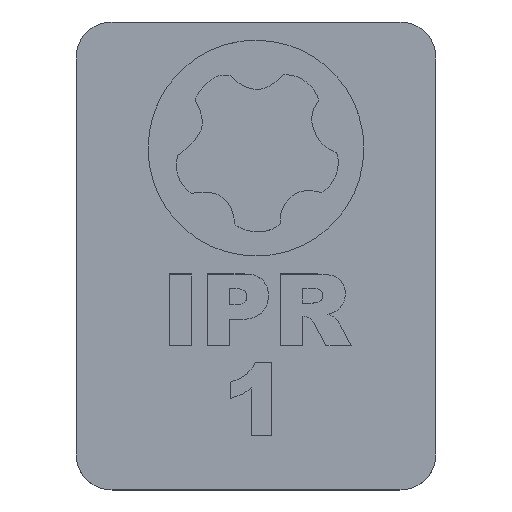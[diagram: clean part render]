
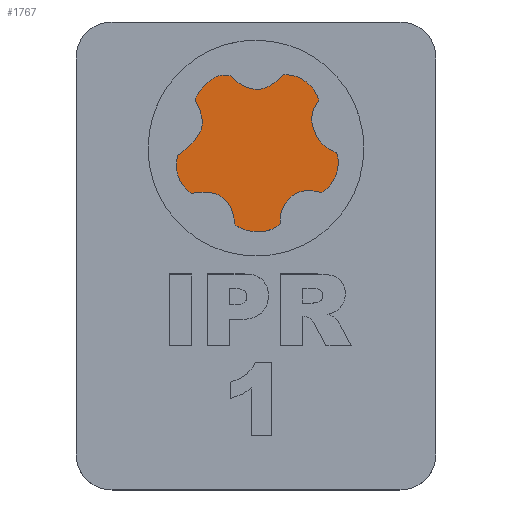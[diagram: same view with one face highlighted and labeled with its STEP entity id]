
A CAD part, top view. The second image highlights one B-rep face of the part: STEP entity #1767.
In plain terms, the highlighted planar face has unit normal (0, 0, 1).
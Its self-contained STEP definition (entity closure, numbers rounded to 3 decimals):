
#57=PLANE('',#1847);
#147=FACE_OUTER_BOUND('',#252,.T.);
#252=EDGE_LOOP('',(#1451,#1452,#1453,#1454,#1455,#1456,#1457,#1458,#1459,
#1460,#1461,#1462,#1463,#1464,#1465,#1466,#1467,#1468,#1469,#1470));
#597=B_SPLINE_CURVE_WITH_KNOTS('',2,(#2146,#2147,#2148),.UNSPECIFIED.,.F.,
 .F.,(3,3),(-1.,0.),.UNSPECIFIED.);
#599=B_SPLINE_CURVE_WITH_KNOTS('',2,(#2163,#2164,#2165),.UNSPECIFIED.,.F.,
 .F.,(3,3),(-1.,0.),.UNSPECIFIED.);
#601=B_SPLINE_CURVE_WITH_KNOTS('',2,(#2178,#2179,#2180),.UNSPECIFIED.,.F.,
 .F.,(3,3),(-1.,0.),.UNSPECIFIED.);
#603=B_SPLINE_CURVE_WITH_KNOTS('',2,(#2193,#2194,#2195),.UNSPECIFIED.,.F.,
 .F.,(3,3),(-1.,0.),.UNSPECIFIED.);
#605=B_SPLINE_CURVE_WITH_KNOTS('',2,(#2208,#2209,#2210),.UNSPECIFIED.,.F.,
 .F.,(3,3),(-1.,0.),.UNSPECIFIED.);
#607=B_SPLINE_CURVE_WITH_KNOTS('',2,(#2223,#2224,#2225),.UNSPECIFIED.,.F.,
 .F.,(3,3),(-1.,0.),.UNSPECIFIED.);
#609=B_SPLINE_CURVE_WITH_KNOTS('',2,(#2238,#2239,#2240),.UNSPECIFIED.,.F.,
 .F.,(3,3),(-1.,0.),.UNSPECIFIED.);
#611=B_SPLINE_CURVE_WITH_KNOTS('',2,(#2253,#2254,#2255),.UNSPECIFIED.,.F.,
 .F.,(3,3),(-1.,0.),.UNSPECIFIED.);
#613=B_SPLINE_CURVE_WITH_KNOTS('',2,(#2268,#2269,#2270),.UNSPECIFIED.,.F.,
 .F.,(3,3),(-1.,0.),.UNSPECIFIED.);
#615=B_SPLINE_CURVE_WITH_KNOTS('',2,(#2283,#2284,#2285),.UNSPECIFIED.,.F.,
 .F.,(3,3),(-1.,0.),.UNSPECIFIED.);
#617=B_SPLINE_CURVE_WITH_KNOTS('',2,(#2298,#2299,#2300),.UNSPECIFIED.,.F.,
 .F.,(3,3),(-1.,0.),.UNSPECIFIED.);
#619=B_SPLINE_CURVE_WITH_KNOTS('',2,(#2313,#2314,#2315),.UNSPECIFIED.,.F.,
 .F.,(3,3),(-1.,0.),.UNSPECIFIED.);
#621=B_SPLINE_CURVE_WITH_KNOTS('',2,(#2328,#2329,#2330),.UNSPECIFIED.,.F.,
 .F.,(3,3),(-1.,0.),.UNSPECIFIED.);
#623=B_SPLINE_CURVE_WITH_KNOTS('',2,(#2343,#2344,#2345),.UNSPECIFIED.,.F.,
 .F.,(3,3),(-1.,0.),.UNSPECIFIED.);
#625=B_SPLINE_CURVE_WITH_KNOTS('',2,(#2358,#2359,#2360),.UNSPECIFIED.,.F.,
 .F.,(3,3),(-1.,0.),.UNSPECIFIED.);
#627=B_SPLINE_CURVE_WITH_KNOTS('',2,(#2373,#2374,#2375),.UNSPECIFIED.,.F.,
 .F.,(3,3),(-1.,0.),.UNSPECIFIED.);
#629=B_SPLINE_CURVE_WITH_KNOTS('',2,(#2388,#2389,#2390),.UNSPECIFIED.,.F.,
 .F.,(3,3),(-1.,0.),.UNSPECIFIED.);
#631=B_SPLINE_CURVE_WITH_KNOTS('',2,(#2403,#2404,#2405),.UNSPECIFIED.,.F.,
 .F.,(3,3),(-1.,0.),.UNSPECIFIED.);
#633=B_SPLINE_CURVE_WITH_KNOTS('',2,(#2418,#2419,#2420),.UNSPECIFIED.,.F.,
 .F.,(3,3),(-1.,0.),.UNSPECIFIED.);
#635=B_SPLINE_CURVE_WITH_KNOTS('',2,(#2432,#2433,#2434),.UNSPECIFIED.,.F.,
 .F.,(3,3),(-1.,0.),.UNSPECIFIED.);
#693=VERTEX_POINT('',#2144);
#694=VERTEX_POINT('',#2145);
#697=VERTEX_POINT('',#2162);
#699=VERTEX_POINT('',#2177);
#701=VERTEX_POINT('',#2192);
#703=VERTEX_POINT('',#2207);
#705=VERTEX_POINT('',#2222);
#707=VERTEX_POINT('',#2237);
#709=VERTEX_POINT('',#2252);
#711=VERTEX_POINT('',#2267);
#713=VERTEX_POINT('',#2282);
#715=VERTEX_POINT('',#2297);
#717=VERTEX_POINT('',#2312);
#719=VERTEX_POINT('',#2327);
#721=VERTEX_POINT('',#2342);
#723=VERTEX_POINT('',#2357);
#725=VERTEX_POINT('',#2372);
#727=VERTEX_POINT('',#2387);
#729=VERTEX_POINT('',#2402);
#731=VERTEX_POINT('',#2417);
#869=EDGE_CURVE('',#693,#694,#597,.T.);
#873=EDGE_CURVE('',#697,#693,#599,.T.);
#876=EDGE_CURVE('',#699,#697,#601,.T.);
#879=EDGE_CURVE('',#701,#699,#603,.T.);
#882=EDGE_CURVE('',#703,#701,#605,.T.);
#885=EDGE_CURVE('',#705,#703,#607,.T.);
#888=EDGE_CURVE('',#707,#705,#609,.T.);
#891=EDGE_CURVE('',#709,#707,#611,.T.);
#894=EDGE_CURVE('',#711,#709,#613,.T.);
#897=EDGE_CURVE('',#713,#711,#615,.T.);
#900=EDGE_CURVE('',#715,#713,#617,.T.);
#903=EDGE_CURVE('',#717,#715,#619,.T.);
#906=EDGE_CURVE('',#719,#717,#621,.T.);
#909=EDGE_CURVE('',#721,#719,#623,.T.);
#912=EDGE_CURVE('',#723,#721,#625,.T.);
#915=EDGE_CURVE('',#725,#723,#627,.T.);
#918=EDGE_CURVE('',#727,#725,#629,.T.);
#921=EDGE_CURVE('',#729,#727,#631,.T.);
#924=EDGE_CURVE('',#731,#729,#633,.T.);
#927=EDGE_CURVE('',#694,#731,#635,.T.);
#1451=ORIENTED_EDGE('',*,*,#869,.T.);
#1452=ORIENTED_EDGE('',*,*,#927,.T.);
#1453=ORIENTED_EDGE('',*,*,#924,.T.);
#1454=ORIENTED_EDGE('',*,*,#921,.T.);
#1455=ORIENTED_EDGE('',*,*,#918,.T.);
#1456=ORIENTED_EDGE('',*,*,#915,.T.);
#1457=ORIENTED_EDGE('',*,*,#912,.T.);
#1458=ORIENTED_EDGE('',*,*,#909,.T.);
#1459=ORIENTED_EDGE('',*,*,#906,.T.);
#1460=ORIENTED_EDGE('',*,*,#903,.T.);
#1461=ORIENTED_EDGE('',*,*,#900,.T.);
#1462=ORIENTED_EDGE('',*,*,#897,.T.);
#1463=ORIENTED_EDGE('',*,*,#894,.T.);
#1464=ORIENTED_EDGE('',*,*,#891,.T.);
#1465=ORIENTED_EDGE('',*,*,#888,.T.);
#1466=ORIENTED_EDGE('',*,*,#885,.T.);
#1467=ORIENTED_EDGE('',*,*,#882,.T.);
#1468=ORIENTED_EDGE('',*,*,#879,.T.);
#1469=ORIENTED_EDGE('',*,*,#876,.T.);
#1470=ORIENTED_EDGE('',*,*,#873,.T.);
#1767=ADVANCED_FACE('',(#147),#57,.T.);
#1847=AXIS2_PLACEMENT_3D('',#2995,#2028,#2029);
#2028=DIRECTION('center_axis',(0.,0.,1.));
#2029=DIRECTION('ref_axis',(1.,0.,0.));
#2144=CARTESIAN_POINT('',(6.877,-211.143,0.));
#2145=CARTESIAN_POINT('',(5.677,-212.38,0.));
#2146=CARTESIAN_POINT('Ctrl Pts',(6.877,-211.143,0.));
#2147=CARTESIAN_POINT('Ctrl Pts',(6.511,-211.824,0.));
#2148=CARTESIAN_POINT('Ctrl Pts',(5.677,-212.38,0.));
#2162=CARTESIAN_POINT('',(6.635,-209.35,0.));
#2163=CARTESIAN_POINT('Ctrl Pts',(6.635,-209.35,0.));
#2164=CARTESIAN_POINT('Ctrl Pts',(7.243,-210.462,0.));
#2165=CARTESIAN_POINT('Ctrl Pts',(6.877,-211.143,0.));
#2177=CARTESIAN_POINT('',(7.257,-208.413,0.));
#2178=CARTESIAN_POINT('Ctrl Pts',(7.257,-208.413,0.));
#2179=CARTESIAN_POINT('Ctrl Pts',(6.621,-209.021,0.));
#2180=CARTESIAN_POINT('Ctrl Pts',(6.635,-209.35,0.));
#2192=CARTESIAN_POINT('',(8.56,-207.982,0.));
#2193=CARTESIAN_POINT('Ctrl Pts',(8.56,-207.982,0.));
#2194=CARTESIAN_POINT('Ctrl Pts',(7.894,-207.806,0.));
#2195=CARTESIAN_POINT('Ctrl Pts',(7.257,-208.413,0.));
#2207=CARTESIAN_POINT('',(10.002,-208.743,0.));
#2208=CARTESIAN_POINT('Ctrl Pts',(10.002,-208.743,0.));
#2209=CARTESIAN_POINT('Ctrl Pts',(9.321,-208.713,0.));
#2210=CARTESIAN_POINT('Ctrl Pts',(8.56,-207.982,0.));
#2222=CARTESIAN_POINT('',(11.546,-207.923,0.));
#2223=CARTESIAN_POINT('Ctrl Pts',(11.546,-207.923,0.));
#2224=CARTESIAN_POINT('Ctrl Pts',(10.682,-208.779,0.));
#2225=CARTESIAN_POINT('Ctrl Pts',(10.002,-208.743,0.));
#2237=CARTESIAN_POINT('',(12.783,-208.326,0.));
#2238=CARTESIAN_POINT('Ctrl Pts',(12.783,-208.326,0.));
#2239=CARTESIAN_POINT('Ctrl Pts',(12.256,-207.923,0.));
#2240=CARTESIAN_POINT('Ctrl Pts',(11.546,-207.923,0.));
#2252=CARTESIAN_POINT('',(13.492,-209.335,0.));
#2253=CARTESIAN_POINT('Ctrl Pts',(13.492,-209.335,0.));
#2254=CARTESIAN_POINT('Ctrl Pts',(13.302,-208.728,0.));
#2255=CARTESIAN_POINT('Ctrl Pts',(12.783,-208.326,0.));
#2267=CARTESIAN_POINT('',(13.229,-211.055,0.));
#2268=CARTESIAN_POINT('Ctrl Pts',(13.229,-211.055,0.));
#2269=CARTESIAN_POINT('Ctrl Pts',(12.87,-210.17,0.));
#2270=CARTESIAN_POINT('Ctrl Pts',(13.492,-209.335,0.));
#2282=CARTESIAN_POINT('',(14.466,-212.255,0.));
#2283=CARTESIAN_POINT('Ctrl Pts',(14.466,-212.255,0.));
#2284=CARTESIAN_POINT('Ctrl Pts',(13.595,-211.941,0.));
#2285=CARTESIAN_POINT('Ctrl Pts',(13.229,-211.055,0.));
#2297=CARTESIAN_POINT('',(14.429,-213.521,0.));
#2298=CARTESIAN_POINT('Ctrl Pts',(14.429,-213.521,0.));
#2299=CARTESIAN_POINT('Ctrl Pts',(14.707,-212.826,0.));
#2300=CARTESIAN_POINT('Ctrl Pts',(14.466,-212.255,0.));
#2312=CARTESIAN_POINT('',(13.653,-214.48,0.));
#2313=CARTESIAN_POINT('Ctrl Pts',(13.653,-214.48,0.));
#2314=CARTESIAN_POINT('Ctrl Pts',(14.151,-214.224,0.));
#2315=CARTESIAN_POINT('Ctrl Pts',(14.429,-213.521,0.));
#2327=CARTESIAN_POINT('',(11.861,-214.795,0.));
#2328=CARTESIAN_POINT('Ctrl Pts',(11.861,-214.795,0.));
#2329=CARTESIAN_POINT('Ctrl Pts',(12.453,-214.151,0.));
#2330=CARTESIAN_POINT('Ctrl Pts',(13.653,-214.48,0.));
#2342=CARTESIAN_POINT('',(11.341,-216.185,0.));
#2343=CARTESIAN_POINT('Ctrl Pts',(11.341,-216.185,0.));
#2344=CARTESIAN_POINT('Ctrl Pts',(11.268,-215.439,0.));
#2345=CARTESIAN_POINT('Ctrl Pts',(11.861,-214.795,0.));
#2357=CARTESIAN_POINT('',(10.024,-216.654,0.));
#2358=CARTESIAN_POINT('Ctrl Pts',(10.024,-216.654,0.));
#2359=CARTESIAN_POINT('Ctrl Pts',(10.858,-216.705,0.));
#2360=CARTESIAN_POINT('Ctrl Pts',(11.341,-216.185,0.));
#2372=CARTESIAN_POINT('',(8.809,-216.222,0.));
#2373=CARTESIAN_POINT('Ctrl Pts',(8.809,-216.222,0.));
#2374=CARTESIAN_POINT('Ctrl Pts',(9.189,-216.602,0.));
#2375=CARTESIAN_POINT('Ctrl Pts',(10.024,-216.654,0.));
#2387=CARTESIAN_POINT('',(8.253,-214.846,0.));
#2388=CARTESIAN_POINT('Ctrl Pts',(8.253,-214.846,0.));
#2389=CARTESIAN_POINT('Ctrl Pts',(8.794,-215.402,0.));
#2390=CARTESIAN_POINT('Ctrl Pts',(8.809,-216.222,0.));
#2402=CARTESIAN_POINT('',(6.409,-214.517,0.));
#2403=CARTESIAN_POINT('Ctrl Pts',(6.409,-214.517,0.));
#2404=CARTESIAN_POINT('Ctrl Pts',(7.711,-214.29,0.));
#2405=CARTESIAN_POINT('Ctrl Pts',(8.253,-214.846,0.));
#2417=CARTESIAN_POINT('',(5.662,-213.507,0.));
#2418=CARTESIAN_POINT('Ctrl Pts',(5.662,-213.507,0.));
#2419=CARTESIAN_POINT('Ctrl Pts',(5.838,-214.114,0.));
#2420=CARTESIAN_POINT('Ctrl Pts',(6.409,-214.517,0.));
#2432=CARTESIAN_POINT('Ctrl Pts',(5.677,-212.38,0.));
#2433=CARTESIAN_POINT('Ctrl Pts',(5.486,-212.899,0.));
#2434=CARTESIAN_POINT('Ctrl Pts',(5.662,-213.507,0.));
#2995=CARTESIAN_POINT('Origin',(10.,-218.,0.));
